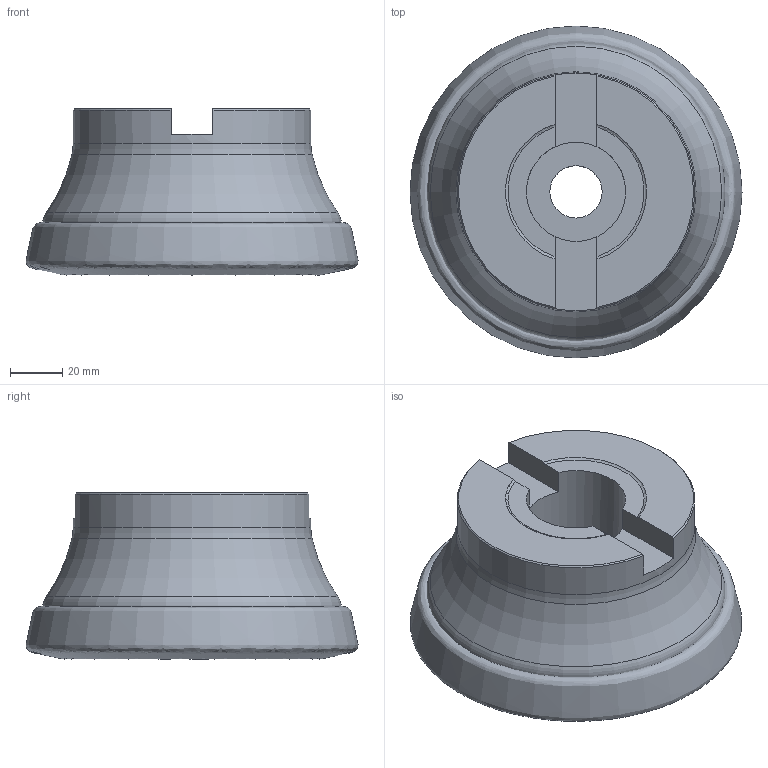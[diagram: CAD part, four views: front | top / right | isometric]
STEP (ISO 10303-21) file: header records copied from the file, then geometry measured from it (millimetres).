
FILE_DESCRIPTION(/* description */ (''),/* implementation_level */ '2;1');
FILE_NAME(/* name */ 'R220.21-05.00-SP18.8A_Basic.stp',/* time_stamp */ '2021-09-17T14:29:41+06:00',/* author */ (''),/* organization */ (''),/* preprocessor_version */ 'ST-DEVELOPER v16.7',/* originating_system */ 'SIEMENS PLM Software NX 12.0',/* authorisation */ '');
FILE_SCHEMA (('AUTOMOTIVE_DESIGN { 1 0 10303 214 3 1 1 1 }'));
Length unit declared in the file: millimetre
Products named in the file (4): CUT; NOCUT; ASSEMBLY_CONSTRUCTION; A2373046-3D_basic_stp
Assembly tree (3 placements, depth 2):
  A2373046-3D_basic_stp
    ASSEMBLY_CONSTRUCTION
    NOCUT
    CUT
Bounding box: 126.95 x 126.95 x 63.5 mm (x, y, z)
Volume: 561796 mm3; surface area: 67579.4 mm2
Topology: 2 solids, 2 shells, 35 faces, 87 edges, 68 vertices
Faces by surface type: plane 13, torus 11, cone 5, cylinder 5, revolution 1
Full cylindrical faces by diameter (mm): 20 x1, 32 x1, 38 x1, 90.9 x1, 114.194 x1
Entity records: 1303 total; most frequent: CARTESIAN_POINT 374, DIRECTION 175, ORIENTED_EDGE 122, AXIS2_PLACEMENT_3D 77, EDGE_CURVE 61, EDGE_LOOP 54, VERTEX_POINT 48, FACE_BOUND 41
